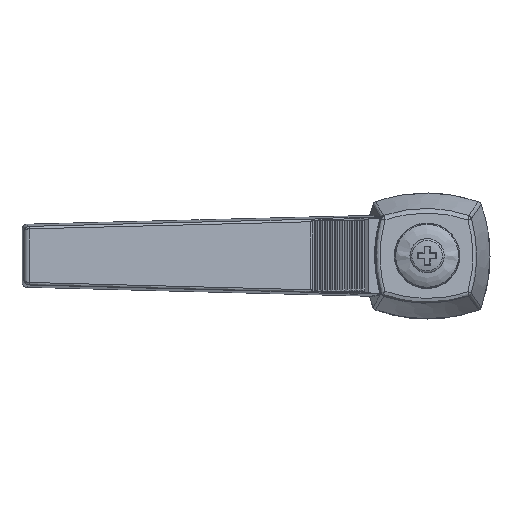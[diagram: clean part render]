
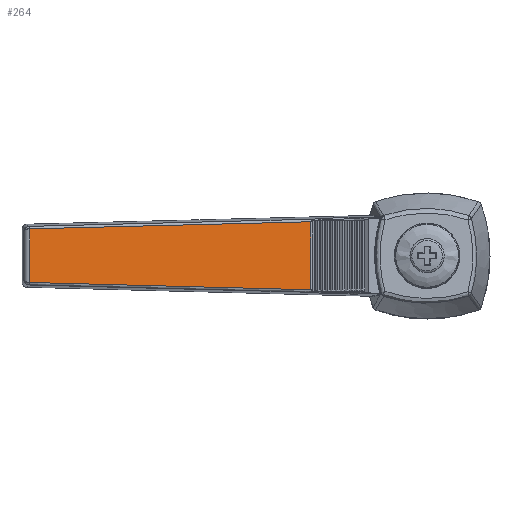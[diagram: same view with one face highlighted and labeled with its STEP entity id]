
A CAD part, top view. The second image highlights one B-rep face of the part: STEP entity #264.
In plain terms, the highlighted planar face has unit normal (0.174, 0, 0.985).
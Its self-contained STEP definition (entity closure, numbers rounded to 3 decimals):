
#264 = ADVANCED_FACE( '', ( #733 ), #734, .F. );
#733 = FACE_OUTER_BOUND( '', #1642, .T. );
#734 = PLANE( '', #1643 );
#1642 = EDGE_LOOP( '', ( #7012, #7013, #7014, #7015 ) );
#1643 = AXIS2_PLACEMENT_3D( '', #7016, #7017, #7018 );
#7012 = ORIENTED_EDGE( '', *, *, #8646, .T. );
#7013 = ORIENTED_EDGE( '', *, *, #8647, .T. );
#7014 = ORIENTED_EDGE( '', *, *, #8648, .T. );
#7015 = ORIENTED_EDGE( '', *, *, #8649, .T. );
#7016 = CARTESIAN_POINT( '', ( -33.905, 0., 38.274 ) );
#7017 = DIRECTION( '', ( -0.174, 0., -0.985 ) );
#7018 = DIRECTION( '', ( -0.985, 0., 0.174 ) );
#8646 = EDGE_CURVE( '', #9462, #9463, #9464, .T. );
#8647 = EDGE_CURVE( '', #9463, #9465, #9466, .F. );
#8648 = EDGE_CURVE( '', #9465, #9467, #9468, .T. );
#8649 = EDGE_CURVE( '', #9467, #9462, #9469, .F. );
#9462 = VERTEX_POINT( '', #10904 );
#9463 = VERTEX_POINT( '', #10905 );
#9464 = B_SPLINE_CURVE_WITH_KNOTS( '', 3, ( #10906, #10907, #10908, #10909, #10910, #10911, #10912, #10913 ), .UNSPECIFIED., .F., .F., ( 4, 2, 2, 4 ), ( 0., 0.028, 0.043, 0.057 ), .UNSPECIFIED. );
#9465 = VERTEX_POINT( '', #10914 );
#9466 = LINE( '', #10915, #10916 );
#9467 = VERTEX_POINT( '', #10917 );
#9468 = B_SPLINE_CURVE_WITH_KNOTS( '', 3, ( #10918, #10919, #10920, #10921, #10922, #10923, #10924, #10925 ), .UNSPECIFIED., .F., .F., ( 4, 2, 2, 4 ), ( 0.001, 0.015, 0.029, 0.058 ), .UNSPECIFIED. );
#9469 = LINE( '', #10926, #10927 );
#10904 = CARTESIAN_POINT( '', ( -23.09, 6.754, 36.367 ) );
#10905 = CARTESIAN_POINT( '', ( -78.94, 5.324, 46.215 ) );
#10906 = CARTESIAN_POINT( '', ( -23.09, 6.754, 36.367 ) );
#10907 = CARTESIAN_POINT( '', ( -32.398, 6.514, 38.009 ) );
#10908 = CARTESIAN_POINT( '', ( -41.706, 6.275, 39.65 ) );
#10909 = CARTESIAN_POINT( '', ( -55.669, 5.918, 42.112 ) );
#10910 = CARTESIAN_POINT( '', ( -60.323, 5.798, 42.932 ) );
#10911 = CARTESIAN_POINT( '', ( -69.631, 5.561, 44.574 ) );
#10912 = CARTESIAN_POINT( '', ( -74.286, 5.442, 45.394 ) );
#10913 = CARTESIAN_POINT( '', ( -78.94, 5.324, 46.215 ) );
#10914 = CARTESIAN_POINT( '', ( -78.94, -5.324, 46.215 ) );
#10915 = CARTESIAN_POINT( '', ( -78.94, 0., 46.215 ) );
#10916 = VECTOR( '', #14867, 1000. );
#10917 = CARTESIAN_POINT( '', ( -23.09, -6.754, 36.367 ) );
#10918 = CARTESIAN_POINT( '', ( -78.94, -5.324, 46.215 ) );
#10919 = CARTESIAN_POINT( '', ( -74.286, -5.442, 45.394 ) );
#10920 = CARTESIAN_POINT( '', ( -69.631, -5.561, 44.574 ) );
#10921 = CARTESIAN_POINT( '', ( -60.323, -5.798, 42.932 ) );
#10922 = CARTESIAN_POINT( '', ( -55.669, -5.918, 42.112 ) );
#10923 = CARTESIAN_POINT( '', ( -41.706, -6.275, 39.65 ) );
#10924 = CARTESIAN_POINT( '', ( -32.398, -6.514, 38.009 ) );
#10925 = CARTESIAN_POINT( '', ( -23.09, -6.754, 36.367 ) );
#10926 = CARTESIAN_POINT( '', ( -23.09, 6.986, 36.367 ) );
#10927 = VECTOR( '', #14868, 1000. );
#14867 = DIRECTION( '', ( 0., 1., 0. ) );
#14868 = DIRECTION( '', ( 0., -1., 0. ) );
